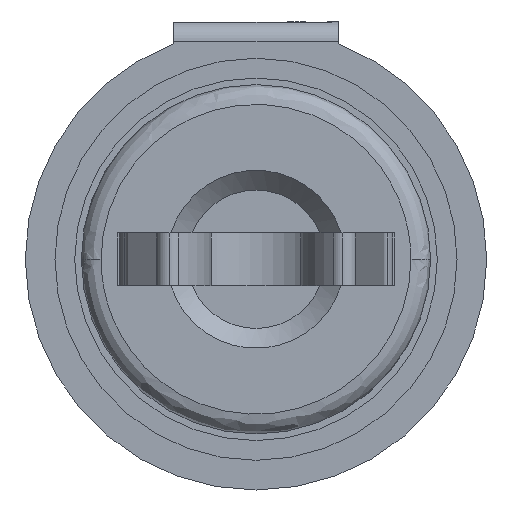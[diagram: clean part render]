
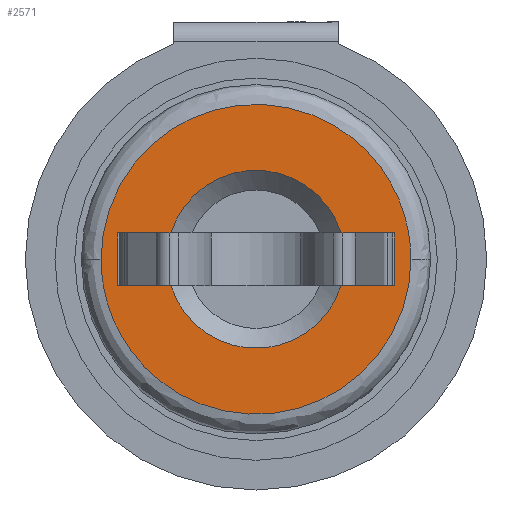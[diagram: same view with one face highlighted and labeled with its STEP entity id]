
A CAD part, left-side view. The second image highlights one B-rep face of the part: STEP entity #2571.
In plain terms, the highlighted planar face has unit normal (-1, 0, 0).
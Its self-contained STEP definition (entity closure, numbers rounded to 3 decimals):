
#16 = CARTESIAN_POINT ( 'NONE',  ( 0., 0., 0. ) ) ;
#89 = AXIS2_PLACEMENT_3D ( 'NONE', #16, #3861, #3249 ) ;
#223 = DIRECTION ( 'NONE',  ( 0., -1., 0. ) ) ;
#255 = CARTESIAN_POINT ( 'NONE',  ( 0., 2.35, 0. ) ) ;
#329 = CARTESIAN_POINT ( 'NONE',  ( 0., -2.1, 0.4 ) ) ;
#370 = VERTEX_POINT ( 'NONE', #3115 ) ;
#381 = CARTESIAN_POINT ( 'NONE',  ( 0., 2.35, 0. ) ) ;
#426 = EDGE_CURVE ( 'NONE', #1929, #3783, #2283, .T. ) ;
#576 = CARTESIAN_POINT ( 'NONE',  ( 0., 1.289, -0.4 ) ) ;
#635 = CARTESIAN_POINT ( 'NONE',  ( 0., 2.1, 0. ) ) ;
#689 = VERTEX_POINT ( 'NONE', #1303 ) ;
#875 = CARTESIAN_POINT ( 'NONE',  ( 0., 2.1, -0.4 ) ) ;
#880 = CIRCLE ( 'NONE', #2883, 1.35 ) ;
#935 = CARTESIAN_POINT ( 'NONE',  ( 0., -2.35, 0. ) ) ;
#975 = ORIENTED_EDGE ( 'NONE', *, *, #1435, .F. ) ;
#1026 = LINE ( 'NONE', #1807, #1727 ) ;
#1030 = EDGE_LOOP ( 'NONE', ( #975, #1289 ) ) ;
#1122 = CARTESIAN_POINT ( 'NONE',  ( 0., -2.1, 0. ) ) ;
#1161 = CARTESIAN_POINT ( 'NONE',  ( 0., 2.1, -0.4 ) ) ;
#1167 = ORIENTED_EDGE ( 'NONE', *, *, #3527, .T. ) ;
#1191 = VERTEX_POINT ( 'NONE', #576 ) ;
#1289 = ORIENTED_EDGE ( 'NONE', *, *, #3123, .F. ) ;
#1296 = VECTOR ( 'NONE', #3259, 1000. ) ;
#1303 = CARTESIAN_POINT ( 'NONE',  ( 0., -2.1, -0.4 ) ) ;
#1435 = EDGE_CURVE ( 'NONE', #3858, #2028, #3335, .T. ) ;
#1453 = CARTESIAN_POINT ( 'NONE',  ( 0., 2.1, 0.4 ) ) ;
#1466 = VECTOR ( 'NONE', #223, 1000. ) ;
#1467 = CARTESIAN_POINT ( 'NONE',  ( 0., 2.35, 4.7 ) ) ;
#1481 = DIRECTION ( 'NONE',  ( -1., 0., 0. ) ) ;
#1605 = CARTESIAN_POINT ( 'NONE',  ( 0., 2.35, 0. ) ) ;
#1638 = CARTESIAN_POINT ( 'NONE',  ( 0., 2.1, -0.4 ) ) ;
#1672 = VECTOR ( 'NONE', #2726, 1000. ) ;
#1701 = ORIENTED_EDGE ( 'NONE', *, *, #3245, .F. ) ;
#1727 = VECTOR ( 'NONE', #2132, 1000. ) ;
#1775 = AXIS2_PLACEMENT_3D ( 'NONE', #381, #3365, #3669 ) ;
#1776 = FACE_BOUND ( 'NONE', #2836, .T. ) ;
#1807 = CARTESIAN_POINT ( 'NONE',  ( 0., 0.971, 0.4 ) ) ;
#1857 = LINE ( 'NONE', #635, #1672 ) ;
#1929 = VERTEX_POINT ( 'NONE', #1453 ) ;
#1949 = ORIENTED_EDGE ( 'NONE', *, *, #3445, .F. ) ;
#1975 = CIRCLE ( 'NONE', #89, 1.35 ) ;
#1982 = EDGE_CURVE ( 'NONE', #2366, #3783, #880, .T. ) ;
#2028 = VERTEX_POINT ( 'NONE', #255 ) ;
#2088 = LINE ( 'NONE', #1122, #1296 ) ;
#2132 = DIRECTION ( 'NONE',  ( 0., -1., 0. ) ) ;
#2196 = CARTESIAN_POINT ( 'NONE',  ( 0., 2.35, -4.7 ) ) ;
#2260 = CARTESIAN_POINT ( 'NONE',  ( 0., 1.289, 0.4 ) ) ;
#2274 = ORIENTED_EDGE ( 'NONE', *, *, #2377, .F. ) ;
#2283 = LINE ( 'NONE', #3501, #1466 ) ;
#2320 = ORIENTED_EDGE ( 'NONE', *, *, #2624, .T. ) ;
#2347 = VERTEX_POINT ( 'NONE', #1161 ) ;
#2366 = VERTEX_POINT ( 'NONE', #2619 ) ;
#2376 = CARTESIAN_POINT ( 'NONE',  ( 0., -2.35, 0. ) ) ;
#2377 = EDGE_CURVE ( 'NONE', #1191, #370, #1975, .T. ) ;
#2409 = ORIENTED_EDGE ( 'NONE', *, *, #1982, .F. ) ;
#2443 = LINE ( 'NONE', #875, #2779 ) ;
#2571 = ADVANCED_FACE ( 'NONE', ( #3381, #1776 ), #2805, .F. ) ;
#2619 = CARTESIAN_POINT ( 'NONE',  ( 0., -1.289, 0.4 ) ) ;
#2624 = EDGE_CURVE ( 'NONE', #689, #370, #2899, .T. ) ;
#2726 = DIRECTION ( 'NONE',  ( 0., 0., -1. ) ) ;
#2779 = VECTOR ( 'NONE', #3585, 1000. ) ;
#2805 = PLANE ( 'NONE',  #1775 ) ;
#2836 = EDGE_LOOP ( 'NONE', ( #2274, #2919, #1701, #3362, #2409, #1167, #1949, #2320 ) ) ;
#2883 = AXIS2_PLACEMENT_3D ( 'NONE', #3544, #1481, #3573 ) ;
#2899 = LINE ( 'NONE', #1638, #3137 ) ;
#2919 = ORIENTED_EDGE ( 'NONE', *, *, #3601, .T. ) ;
#2968 = CARTESIAN_POINT ( 'NONE',  ( 0., -2.35, 4.7 ) ) ;
#3115 = CARTESIAN_POINT ( 'NONE',  ( 0., -1.289, -0.4 ) ) ;
#3123 = EDGE_CURVE ( 'NONE', #2028, #3858, #3706, .T. ) ;
#3137 = VECTOR ( 'NONE', #3439, 1000. ) ;
#3230 = VERTEX_POINT ( 'NONE', #329 ) ;
#3245 = EDGE_CURVE ( 'NONE', #1929, #2347, #1857, .T. ) ;
#3249 = DIRECTION ( 'NONE',  ( 0., -1., 0. ) ) ;
#3259 = DIRECTION ( 'NONE',  ( 0., 0., 1. ) ) ;
#3335 =( BOUNDED_CURVE ( )  B_SPLINE_CURVE ( 3, ( #935, #3655, #2196, #1605 ),
 .UNSPECIFIED., .F., .T. ) 
 B_SPLINE_CURVE_WITH_KNOTS ( ( 4, 4 ),
 ( 0., 1. ),
 .UNSPECIFIED. ) 
 CURVE ( )  GEOMETRIC_REPRESENTATION_ITEM ( )  RATIONAL_B_SPLINE_CURVE ( ( 1., 0.333, 0.333, 1. ) ) 
 REPRESENTATION_ITEM ( '' )  );
#3362 = ORIENTED_EDGE ( 'NONE', *, *, #426, .T. ) ;
#3365 = DIRECTION ( 'NONE',  ( 1., 0., 0. ) ) ;
#3381 = FACE_OUTER_BOUND ( 'NONE', #1030, .T. ) ;
#3439 = DIRECTION ( 'NONE',  ( 0., 1., 0. ) ) ;
#3445 = EDGE_CURVE ( 'NONE', #689, #3230, #2088, .T. ) ;
#3501 = CARTESIAN_POINT ( 'NONE',  ( 0., 0.971, 0.4 ) ) ;
#3527 = EDGE_CURVE ( 'NONE', #2366, #3230, #1026, .T. ) ;
#3544 = CARTESIAN_POINT ( 'NONE',  ( 0., 0., 0. ) ) ;
#3573 = DIRECTION ( 'NONE',  ( 0., -1., 0. ) ) ;
#3585 = DIRECTION ( 'NONE',  ( 0., 1., 0. ) ) ;
#3601 = EDGE_CURVE ( 'NONE', #1191, #2347, #2443, .T. ) ;
#3655 = CARTESIAN_POINT ( 'NONE',  ( 0., -2.35, -4.7 ) ) ;
#3669 = DIRECTION ( 'NONE',  ( 0., 1., 0. ) ) ;
#3706 =( BOUNDED_CURVE ( )  B_SPLINE_CURVE ( 3, ( #3863, #1467, #2968, #2376 ),
 .UNSPECIFIED., .F., .F. ) 
 B_SPLINE_CURVE_WITH_KNOTS ( ( 4, 4 ),
 ( 0., 1. ),
 .UNSPECIFIED. ) 
 CURVE ( )  GEOMETRIC_REPRESENTATION_ITEM ( )  RATIONAL_B_SPLINE_CURVE ( ( 1., 0.333, 0.333, 1. ) ) 
 REPRESENTATION_ITEM ( '' )  );
#3752 = CARTESIAN_POINT ( 'NONE',  ( 0., -2.35, 0. ) ) ;
#3783 = VERTEX_POINT ( 'NONE', #2260 ) ;
#3858 = VERTEX_POINT ( 'NONE', #3752 ) ;
#3861 = DIRECTION ( 'NONE',  ( -1., 0., 0. ) ) ;
#3863 = CARTESIAN_POINT ( 'NONE',  ( 0., 2.35, 0. ) ) ;
